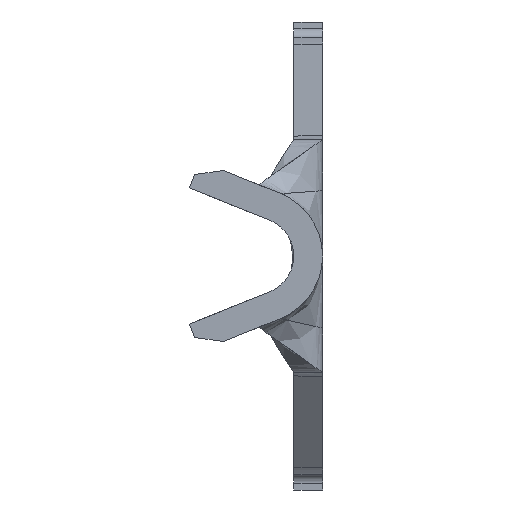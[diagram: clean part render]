
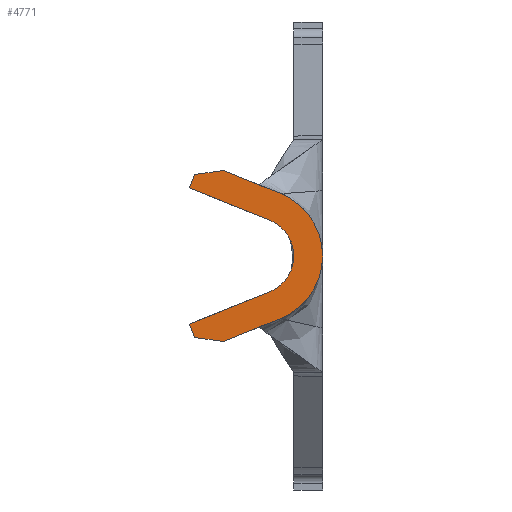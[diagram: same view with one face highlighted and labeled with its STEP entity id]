
A CAD part, left-side view. The second image highlights one B-rep face of the part: STEP entity #4771.
In plain terms, the highlighted planar face has unit normal (-1, 0, 0).
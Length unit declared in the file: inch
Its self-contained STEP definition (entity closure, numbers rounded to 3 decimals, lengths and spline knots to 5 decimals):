
#38 = DIRECTION ( 'NONE',  ( 1., 0., 0. ) ) ;
#395 = ORIENTED_EDGE ( 'NONE', *, *, #3785, .F. ) ;
#547 = CARTESIAN_POINT ( 'NONE',  ( -0.65, 0.04707, 0.06961 ) ) ;
#684 = LINE ( 'NONE', #4276, #1815 ) ;
#746 = CARTESIAN_POINT ( 'NONE',  ( -0.65, 0.11036, -0.095 ) ) ;
#750 = ORIENTED_EDGE ( 'NONE', *, *, #4475, .F. ) ;
#807 = VECTOR ( 'NONE', #2891, 39.37008 ) ;
#964 = EDGE_LOOP ( 'NONE', ( #3259, #6176, #6335, #6499, #2686, #1528, #5960, #395, #750, #5232 ) ) ;
#988 = LINE ( 'NONE', #4461, #807 ) ;
#995 = VECTOR ( 'NONE', #6551, 39.37008 ) ;
#1292 = DIRECTION ( 'NONE',  ( 1., 0., 0. ) ) ;
#1486 = CARTESIAN_POINT ( 'NONE',  ( -0.65, 0.11036, 0.095 ) ) ;
#1521 = AXIS2_PLACEMENT_3D ( 'NONE', #5920, #5848, #5824 ) ;
#1528 = ORIENTED_EDGE ( 'NONE', *, *, #2117, .F. ) ;
#1755 = CARTESIAN_POINT ( 'NONE',  ( -0.65, 0.05899, -0.03991 ) ) ;
#1815 = VECTOR ( 'NONE', #3778, 39.37008 ) ;
#2102 = AXIS2_PLACEMENT_3D ( 'NONE', #3344, #38, #3904 ) ;
#2117 = EDGE_CURVE ( 'NONE', #5533, #4933, #3221, .T. ) ;
#2147 = VERTEX_POINT ( 'NONE', #5774 ) ;
#2493 = LINE ( 'NONE', #5154, #5130 ) ;
#2500 = LINE ( 'NONE', #6056, #995 ) ;
#2657 = CARTESIAN_POINT ( 'NONE',  ( -0.65, 0.14204, 0.09047 ) ) ;
#2686 = ORIENTED_EDGE ( 'NONE', *, *, #6440, .F. ) ;
#2743 = AXIS2_PLACEMENT_3D ( 'NONE', #6570, #1292, #5078 ) ;
#2752 = EDGE_CURVE ( 'NONE', #2994, #3045, #5983, .T. ) ;
#2766 = VECTOR ( 'NONE', #4988, 39.37008 ) ;
#2891 = DIRECTION ( 'NONE',  ( 0., 0.928, 0.372 ) ) ;
#2955 = VECTOR ( 'NONE', #3639, 39.37008 ) ;
#2994 = VERTEX_POINT ( 'NONE', #1486 ) ;
#2997 = LINE ( 'NONE', #3111, #3486 ) ;
#3045 = VERTEX_POINT ( 'NONE', #547 ) ;
#3111 = CARTESIAN_POINT ( 'NONE',  ( -0.65, 0.148, 0.07562 ) ) ;
#3221 = CIRCLE ( 'NONE', #1521, 0.043 ) ;
#3259 = ORIENTED_EDGE ( 'NONE', *, *, #6355, .F. ) ;
#3344 = CARTESIAN_POINT ( 'NONE',  ( -0.65, 0.075, 0. ) ) ;
#3444 = LINE ( 'NONE', #4141, #2955 ) ;
#3486 = VECTOR ( 'NONE', #4696, 39.37008 ) ;
#3543 = VECTOR ( 'NONE', #6180, 39.37008 ) ;
#3555 = DIRECTION ( 'NONE',  ( 0., -0.99, 0.142 ) ) ;
#3639 = DIRECTION ( 'NONE',  ( 0., 0.99, 0.142 ) ) ;
#3684 = CARTESIAN_POINT ( 'NONE',  ( -0.65, 0.05899, 0.03991 ) ) ;
#3778 = DIRECTION ( 'NONE',  ( 0., 0.372, 0.928 ) ) ;
#3785 = EDGE_CURVE ( 'NONE', #4524, #5812, #684, .T. ) ;
#3904 = DIRECTION ( 'NONE',  ( 0., 0., -1. ) ) ;
#4018 = LINE ( 'NONE', #1755, #2766 ) ;
#4037 = PLANE ( 'NONE',  #2743 ) ;
#4056 = VERTEX_POINT ( 'NONE', #2657 ) ;
#4141 = CARTESIAN_POINT ( 'NONE',  ( -0.65, 0.14204, -0.09047 ) ) ;
#4276 = CARTESIAN_POINT ( 'NONE',  ( -0.65, 0.148, -0.07562 ) ) ;
#4461 = CARTESIAN_POINT ( 'NONE',  ( -0.65, 0.05899, 0.03991 ) ) ;
#4475 = EDGE_CURVE ( 'NONE', #6581, #4524, #3444, .T. ) ;
#4524 = VERTEX_POINT ( 'NONE', #6224 ) ;
#4678 = EDGE_CURVE ( 'NONE', #5812, #5533, #4018, .T. ) ;
#4696 = DIRECTION ( 'NONE',  ( 0., -0.372, 0.928 ) ) ;
#4771 = ADVANCED_FACE ( 'NONE', ( #6696 ), #4037, .F. ) ;
#4916 = CARTESIAN_POINT ( 'NONE',  ( -0.65, 0.148, -0.07562 ) ) ;
#4933 = VERTEX_POINT ( 'NONE', #3684 ) ;
#4988 = DIRECTION ( 'NONE',  ( 0., -0.928, 0.372 ) ) ;
#5029 = EDGE_CURVE ( 'NONE', #5597, #6581, #2500, .T. ) ;
#5078 = DIRECTION ( 'NONE',  ( 0., 0., -1. ) ) ;
#5114 = CARTESIAN_POINT ( 'NONE',  ( -0.65, 0.05899, -0.03991 ) ) ;
#5130 = VECTOR ( 'NONE', #3555, 39.37008 ) ;
#5154 = CARTESIAN_POINT ( 'NONE',  ( -0.65, 0.14204, 0.09047 ) ) ;
#5232 = ORIENTED_EDGE ( 'NONE', *, *, #5029, .F. ) ;
#5533 = VERTEX_POINT ( 'NONE', #5114 ) ;
#5597 = VERTEX_POINT ( 'NONE', #5646 ) ;
#5611 = EDGE_CURVE ( 'NONE', #4056, #2994, #2493, .T. ) ;
#5646 = CARTESIAN_POINT ( 'NONE',  ( -0.65, 0.04707, -0.06961 ) ) ;
#5762 = CIRCLE ( 'NONE', #2102, 0.075 ) ;
#5774 = CARTESIAN_POINT ( 'NONE',  ( -0.65, 0.148, 0.07562 ) ) ;
#5812 = VERTEX_POINT ( 'NONE', #4916 ) ;
#5824 = DIRECTION ( 'NONE',  ( 0., 0., -1. ) ) ;
#5848 = DIRECTION ( 'NONE',  ( -1., 0., 0. ) ) ;
#5920 = CARTESIAN_POINT ( 'NONE',  ( -0.65, 0.075, 0. ) ) ;
#5960 = ORIENTED_EDGE ( 'NONE', *, *, #4678, .F. ) ;
#5983 = LINE ( 'NONE', #6272, #3543 ) ;
#6056 = CARTESIAN_POINT ( 'NONE',  ( -0.65, 0.04707, -0.06961 ) ) ;
#6176 = ORIENTED_EDGE ( 'NONE', *, *, #2752, .F. ) ;
#6180 = DIRECTION ( 'NONE',  ( 0., -0.928, -0.372 ) ) ;
#6224 = CARTESIAN_POINT ( 'NONE',  ( -0.65, 0.14204, -0.09047 ) ) ;
#6272 = CARTESIAN_POINT ( 'NONE',  ( -0.65, 0.04707, 0.06961 ) ) ;
#6335 = ORIENTED_EDGE ( 'NONE', *, *, #5611, .F. ) ;
#6355 = EDGE_CURVE ( 'NONE', #3045, #5597, #5762, .T. ) ;
#6440 = EDGE_CURVE ( 'NONE', #4933, #2147, #988, .T. ) ;
#6499 = ORIENTED_EDGE ( 'NONE', *, *, #6839, .F. ) ;
#6551 = DIRECTION ( 'NONE',  ( 0., 0.928, -0.372 ) ) ;
#6570 = CARTESIAN_POINT ( 'NONE',  ( -0.65, 0.075, 0. ) ) ;
#6581 = VERTEX_POINT ( 'NONE', #746 ) ;
#6696 = FACE_OUTER_BOUND ( 'NONE', #964, .T. ) ;
#6839 = EDGE_CURVE ( 'NONE', #2147, #4056, #2997, .T. ) ;
